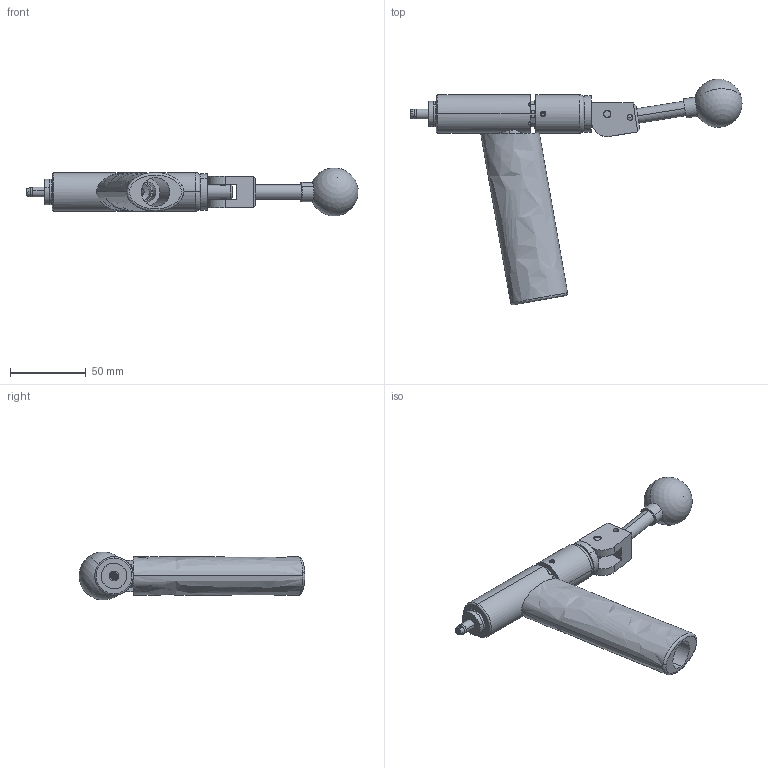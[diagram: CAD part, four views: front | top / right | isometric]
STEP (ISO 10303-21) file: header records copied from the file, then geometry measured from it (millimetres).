
FILE_DESCRIPTION (( 'STEP AP214' ), '1' );
FILE_NAME ('CTSC-003800.STEP', '2025-06-12T12:58:50', ( '' ), ( '' ), 'SwSTEP 2.0', 'SolidWorks 2023', '' );
FILE_SCHEMA (( 'AUTOMOTIVE_DESIGN' ));
Length unit declared in the file: inch
Products named in the file (1): CTSC-003800
Bounding box: 218.75 x 148.69 x 31.61 mm (x, y, z)
Volume: 151408.5 mm3; surface area: 47875.6 mm2
Topology: 11 solids, 11 shells, 308 faces, 758 edges, 482 vertices
Faces by surface type: cylinder 126, plane 115, cone 49, torus 9, bspline 7, sphere 2
Entity records: 14866 total; most frequent: CARTESIAN_POINT 3765, DIRECTION 1511, ORIENTED_EDGE 1486, EDGE_CURVE 743, AXIS2_PLACEMENT_3D 595, VERTEX_POINT 475, EDGE_LOOP 348, VECTOR 321
